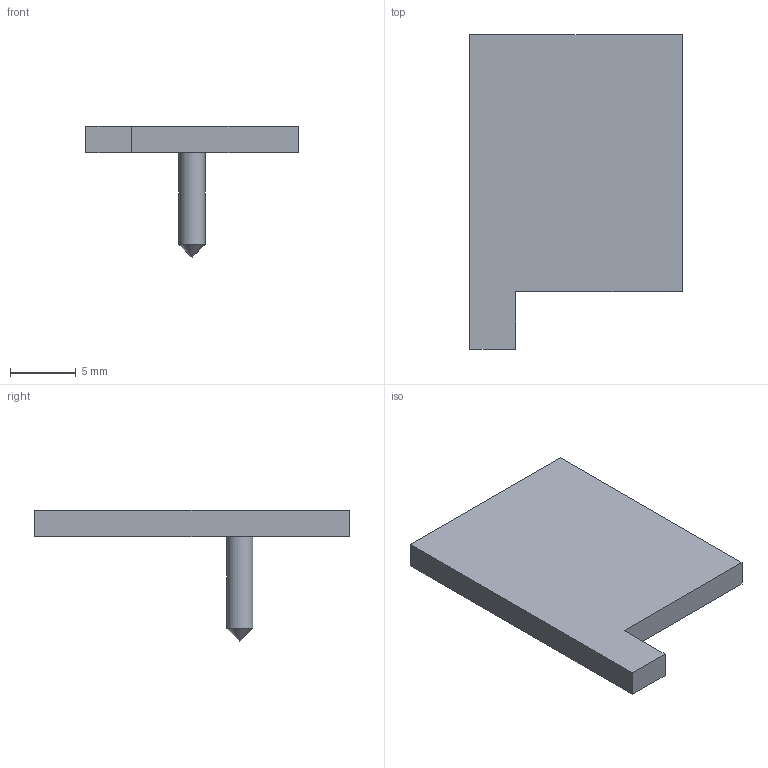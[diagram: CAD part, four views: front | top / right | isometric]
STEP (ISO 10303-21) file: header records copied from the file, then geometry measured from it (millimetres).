
FILE_DESCRIPTION(/* description */ (''),/* implementation_level */ '2;1');
FILE_NAME(/* name */ '30_XY_Sample_lightsheetarm_sample_lid.ipt.step',/* time_stamp */ '2022-11-29T08:25:45+01:00',/* author */ ('diederichbenedict'),/* organization */ (''),/* preprocessor_version */ 'ST-DEVELOPER v18.1',/* originating_system */ 'Autodesk Inventor 2022',/* authorisation */ '');
FILE_SCHEMA (('AUTOMOTIVE_DESIGN { 1 0 10303 214 3 1 1 }'));
Length unit declared in the file: inch
Products named in the file (1): 30_XY_Sample_lightsheetarm_sample_lid
Bounding box: 16.2 x 24 x 10 mm (x, y, z)
Volume: 688.8 mm3; surface area: 871.8 mm2
Topology: 1 solids, 1 shells, 10 faces, 23 edges, 15 vertices
Faces by surface type: plane 8, cone 1, cylinder 1
Full cylindrical faces by diameter (mm): 2 x1
Entity records: 319 total; most frequent: CARTESIAN_POINT 48, DIRECTION 46, ORIENTED_EDGE 44, EDGE_CURVE 22, LINE 20, VECTOR 20, VERTEX_POINT 15, AXIS2_PLACEMENT_3D 13
